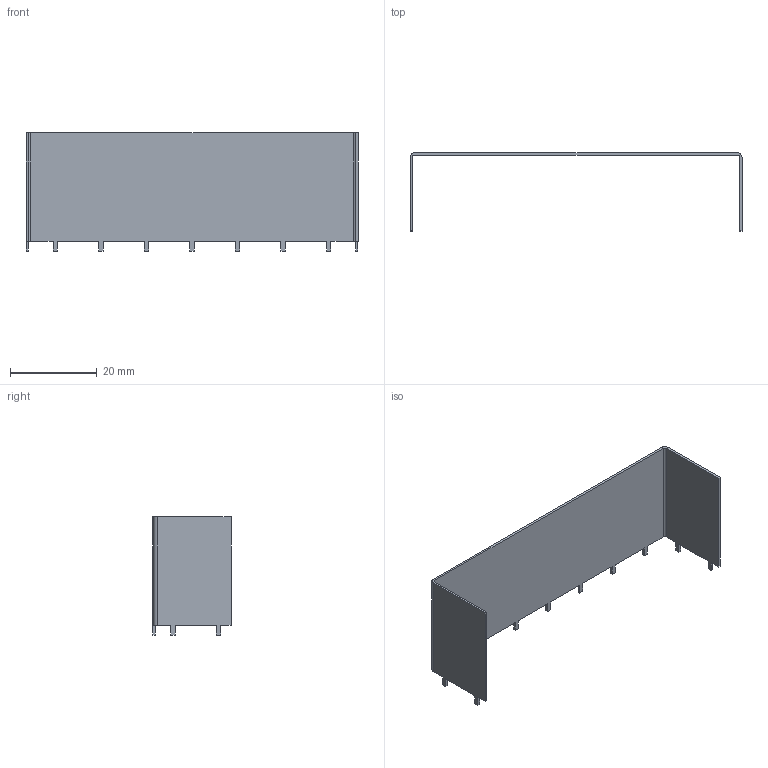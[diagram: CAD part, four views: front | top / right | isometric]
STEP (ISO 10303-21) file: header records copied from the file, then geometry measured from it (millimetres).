
FILE_DESCRIPTION((''),'2;1');
FILE_NAME('3D.stp','2014-02-11T16:55:17',(''),(''),'Mechanical Desktop 2011','Mechanical Desktop 2011',', , ');
FILE_SCHEMA(('AUTOMOTIVE_DESIGN { 1 2 10303 214 1 1 1 1 }'));
Length unit declared in the file: millimetre
Products named in the file (1): Product
Bounding box: 76.5 x 18 x 27.25 mm (x, y, z)
Volume: 1508.6 mm3; surface area: 5760.8 mm2
Topology: 1 solids, 1 shells, 58 faces, 168 edges, 112 vertices
Faces by surface type: bspline 29, plane 25, cylinder 4
Entity records: 1925 total; most frequent: CARTESIAN_POINT 426, ORIENTED_EDGE 336, DIRECTION 236, EDGE_CURVE 168, VECTOR 160, LINE 160, VERTEX_POINT 112, EDGE_LOOP 58
